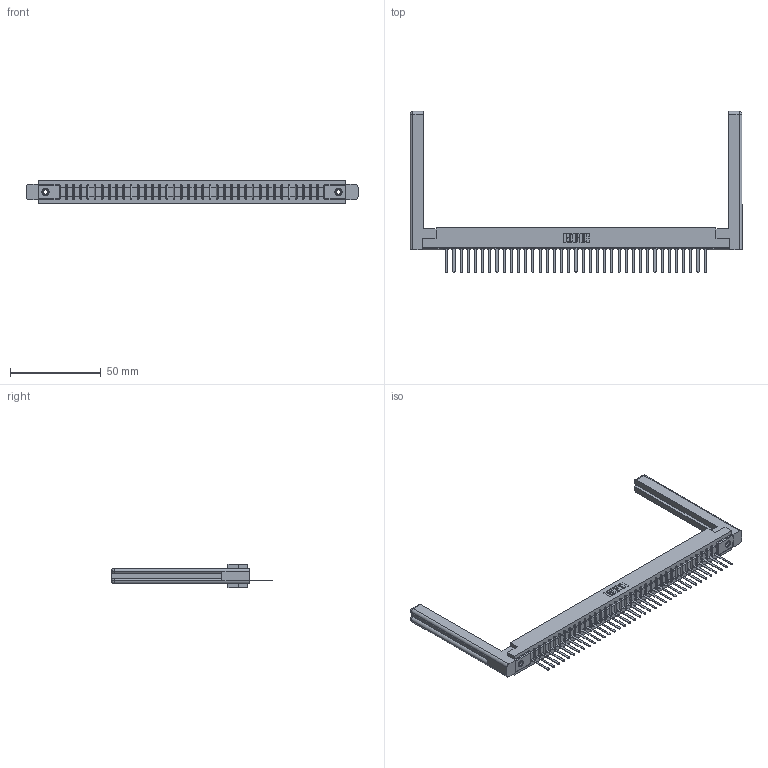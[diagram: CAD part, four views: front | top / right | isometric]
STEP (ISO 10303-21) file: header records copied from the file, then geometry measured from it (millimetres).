
FILE_DESCRIPTION (( 'STEP AP203' ), '1' );
FILE_NAME ('307-037-441-158.STEP', '2020-09-29T04:19:02', ( '' ), ( '' ), 'SwSTEP 2.0', 'SolidWorks 2020', '' );
FILE_SCHEMA (( 'CONFIG_CONTROL_DESIGN' ));
Length unit declared in the file: inch
Products named in the file (5): 307-037-441-158; 307 Part_.156 Dia Mounting Holes; 345-250-001_345-250-001-102; 307-290-002_541; 307-220-058
Assembly tree (42 placements, depth 2):
  307-037-441-158
    307 Part_.156 Dia Mounting Holes
    307-290-002_541  x37
    307-220-058  x2
    345-250-001_345-250-001-102  x2
Bounding box: 183.24 x 88.9 x 12.7 mm (x, y, z)
Volume: 26795.9 mm3; surface area: 30133.6 mm2
Topology: 42 solids, 42 shells, 3036 faces, 9261 edges, 6058 vertices
Faces by surface type: plane 1819, cylinder 1117, sphere 76, torus 12, cone 12
Entity records: 35687 total; most frequent: CARTESIAN_POINT 6027, ORIENTED_EDGE 5956, DIRECTION 5818, EDGE_CURVE 2978, VECTOR 2276, LINE 2276, VERTEX_POINT 1926, AXIS2_PLACEMENT_3D 1771
